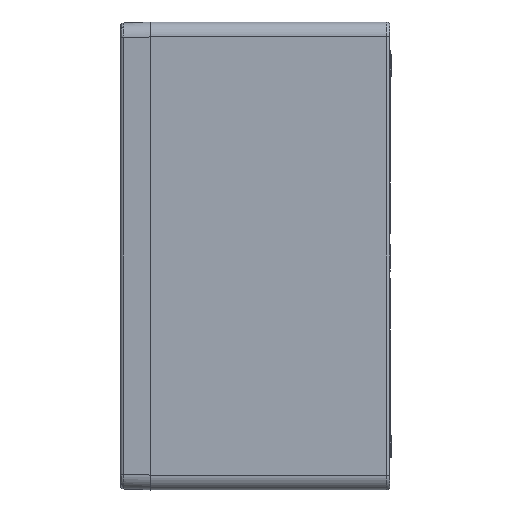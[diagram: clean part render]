
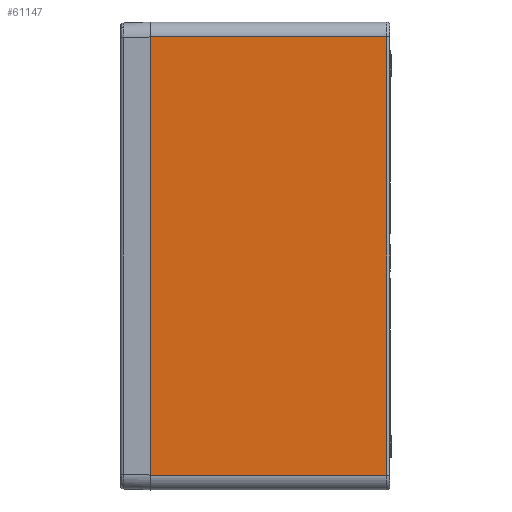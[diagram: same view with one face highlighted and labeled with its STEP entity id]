
A CAD part, left-side view. The second image highlights one B-rep face of the part: STEP entity #61147.
In plain terms, the highlighted planar face has unit normal (-1, 0, 0).
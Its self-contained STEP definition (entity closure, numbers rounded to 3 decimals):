
#53972 = CARTESIAN_POINT ( 'NONE',  ( -202., 0., 146.5 ) ) ;
#53973 = DIRECTION ( 'NONE',  ( 0., 0., 1. ) ) ;
#53974 = VECTOR ( 'NONE', #53973, 1000. ) ;
#53975 = CARTESIAN_POINT ( 'NONE',  ( -202., 0., -156.5 ) ) ;
#53976 = LINE ( 'NONE', #53975, #53974 ) ;
#53977 = CARTESIAN_POINT ( 'NONE',  ( -202., 0., -146.5 ) ) ;
#54094 = DIRECTION ( 'NONE',  ( 0., 0., 1. ) ) ;
#54095 = DIRECTION ( 'NONE',  ( -1., 0., 0. ) ) ;
#54096 = AXIS2_PLACEMENT_3D ( 'NONE', #54097, #54095, #54094 ) ;
#54097 = CARTESIAN_POINT ( 'NONE',  ( -202., -160., -156.5 ) ) ;
#54098 = PLANE ( 'NONE',  #54096 ) ;
#54099 = FACE_OUTER_BOUND ( 'NONE', #61237, .T. ) ;
#54280 = DIRECTION ( 'NONE',  ( 0., 0., 1. ) ) ;
#54281 = CARTESIAN_POINT ( 'NONE',  ( -202., -158., 146.5 ) ) ;
#54312 = VECTOR ( 'NONE', #54280, 1000. ) ;
#54318 = LINE ( 'NONE', #54281, #54312 ) ;
#54334 = CARTESIAN_POINT ( 'NONE',  ( -202., -158., 146.5 ) ) ;
#54336 = DIRECTION ( 'NONE',  ( 0., 1., 0. ) ) ;
#54337 = VECTOR ( 'NONE', #54336, 1000. ) ;
#54338 = CARTESIAN_POINT ( 'NONE',  ( -202., -160., 146.5 ) ) ;
#54339 = LINE ( 'NONE', #54338, #54337 ) ;
#54424 = CARTESIAN_POINT ( 'NONE',  ( -202., -158., -146.5 ) ) ;
#54430 = DIRECTION ( 'NONE',  ( 0., -1., 0. ) ) ;
#54431 = VECTOR ( 'NONE', #54430, 1000. ) ;
#54432 = CARTESIAN_POINT ( 'NONE',  ( -202., -160., -146.5 ) ) ;
#54433 = LINE ( 'NONE', #54432, #54431 ) ;
#61080 = VERTEX_POINT ( 'NONE', #53977 ) ;
#61082 = EDGE_CURVE ( 'NONE', #61080, #61084, #53976, .T. ) ;
#61084 = VERTEX_POINT ( 'NONE', #53972 ) ;
#61147 = ADVANCED_FACE ( 'NONE', ( #54099 ), #54098, .T. ) ;
#61188 = ORIENTED_EDGE ( 'NONE', *, *, #61082, .F. ) ;
#61203 = EDGE_CURVE ( 'NONE', #61223, #61209, #54318, .T. ) ;
#61204 = ORIENTED_EDGE ( 'NONE', *, *, #61206, .T. ) ;
#61206 = EDGE_CURVE ( 'NONE', #61209, #61084, #54339, .T. ) ;
#61209 = VERTEX_POINT ( 'NONE', #54334 ) ;
#61213 = ORIENTED_EDGE ( 'NONE', *, *, #61203, .T. ) ;
#61215 = EDGE_CURVE ( 'NONE', #61080, #61223, #54433, .T. ) ;
#61218 = ORIENTED_EDGE ( 'NONE', *, *, #61215, .T. ) ;
#61223 = VERTEX_POINT ( 'NONE', #54424 ) ;
#61237 = EDGE_LOOP ( 'NONE', ( #61218, #61213, #61204, #61188 ) ) ;
